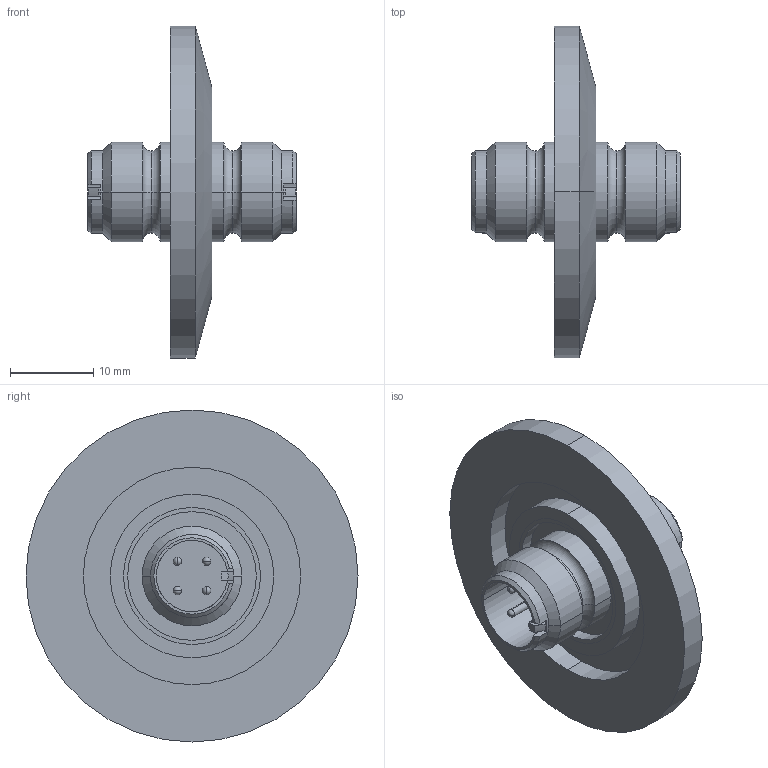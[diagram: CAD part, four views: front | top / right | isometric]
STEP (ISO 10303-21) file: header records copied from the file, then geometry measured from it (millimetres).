
FILE_DESCRIPTION (( 'STEP AP214' ), '1' );
FILE_NAME ('220-M12X4-K25.STEP', '2016-02-05T09:07:59', ( 'allectra' ), ( 'Microsoft' ), 'SwSTEP 2.0', 'SolidWorks 2014', '' );
FILE_SCHEMA (( 'AUTOMOTIVE_DESIGN' ));
Length unit declared in the file: millimetre
Products named in the file (11): 9220-PIN-FENI; 9220-M12x4-W; 9431-KF25-16.5_431-KF25-B; 9220-M12x4-GLASS-W_220-M12X4; 9220-PIN-FENI_pin vergd; 220-M12X4-K25; 9220-M12x4-W_Bohrung 1mm; 9431-KF25-16.5
Assembly tree (7 placements, depth 3):
  9220-PIN-FENI
  9220-M12x4-W
  220-M12X4-K25
    9431-KF25-16.5_431-KF25-B
    9220-M12x4-GLASS-W_220-M12X4
      9220-M12x4-W_Bohrung 1mm
      9220-PIN-FENI_pin vergd  x4
  9220-PIN-FENI
  9220-PIN-FENI
Bounding box: 25.1 x 40 x 40 mm (x, y, z)
Volume: 5530.7 mm3; surface area: 5548.2 mm2
Topology: 6 solids, 6 shells, 110 faces, 274 edges, 165 vertices
Faces by surface type: cylinder 44, plane 23, sphere 16, cone 15, torus 12
Entity records: 3017 total; most frequent: CARTESIAN_POINT 547, DIRECTION 531, ORIENTED_EDGE 432, AXIS2_PLACEMENT_3D 231, EDGE_CURVE 216, VERTEX_POINT 135, CIRCLE 127, EDGE_LOOP 107
